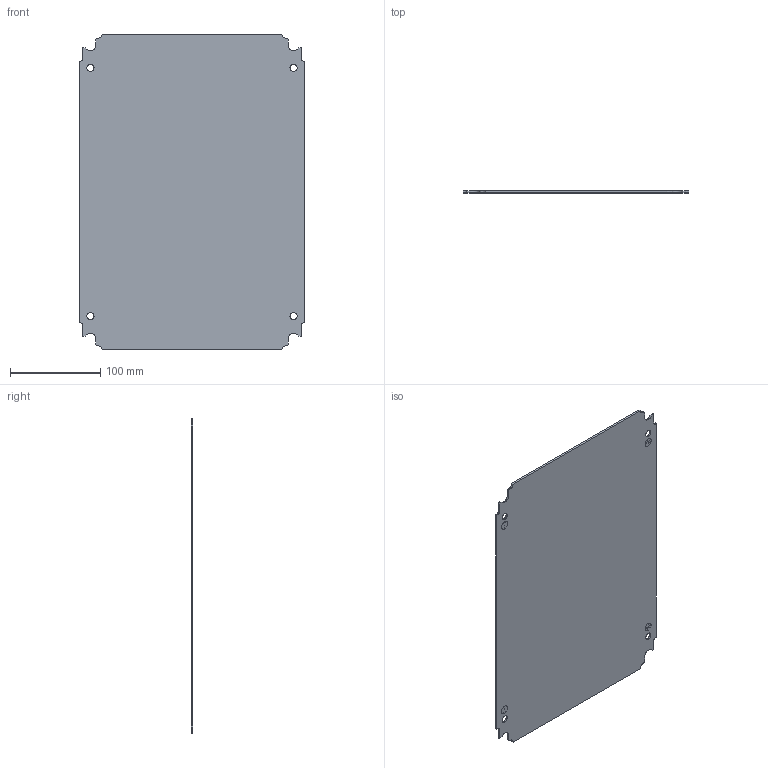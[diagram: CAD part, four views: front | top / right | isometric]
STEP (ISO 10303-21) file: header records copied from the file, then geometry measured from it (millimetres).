
FILE_DESCRIPTION(('STEP AP242'),'1');
FILE_NAME('nsymm43.stp','2018-10-26T09:46:59',('TraceParts'),('TraceParts S.A.'),'Spatial InterOp 3D',' ',' ');
FILE_SCHEMA(('AP242_MANAGED_MODEL_BASED_3D_ENGINEERING_MIM_LF {1 0 10303 442 1 1 4}'));
Length unit declared in the file: millimetre
Products named in the file (1): nsymm43
Bounding box: 250 x 1.8 x 350 mm (x, y, z)
Volume: 154221.6 mm3; surface area: 174197.1 mm2
Topology: 1 solids, 1 shells, 154 faces, 396 edges, 264 vertices
Faces by surface type: plane 114, cylinder 40
Entity records: 4691 total; most frequent: CARTESIAN_POINT 815, ORIENTED_EDGE 792, DIRECTION 786, EDGE_CURVE 396, LINE 316, VECTOR 316, VERTEX_POINT 264, AXIS2_PLACEMENT_3D 235
